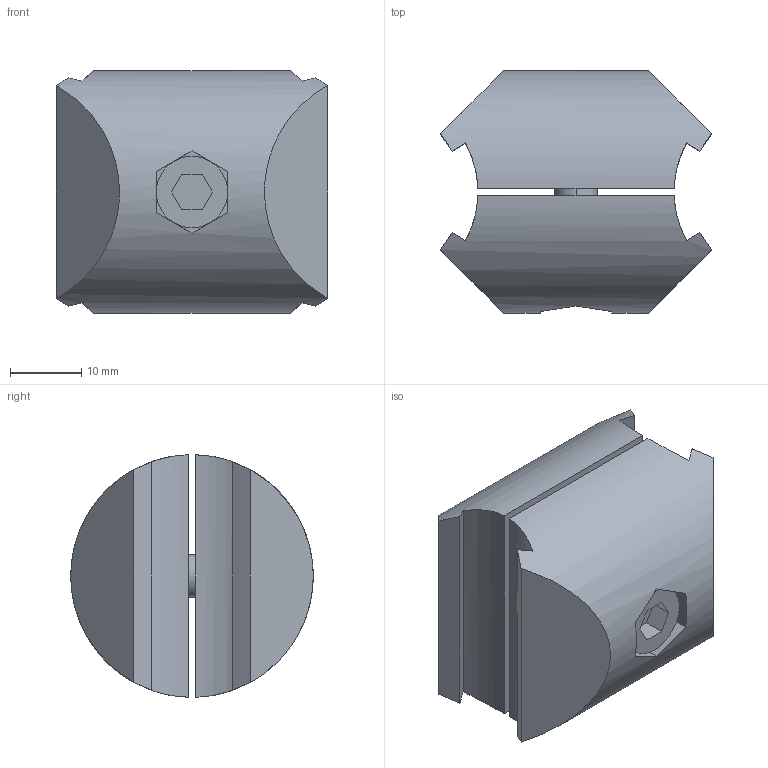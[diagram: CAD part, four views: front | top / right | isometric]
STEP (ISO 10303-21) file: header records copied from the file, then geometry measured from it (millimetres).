
FILE_DESCRIPTION (( 'STEP AP214' ), '1' );
FILE_NAME ('6951070', '2019-02-04T08:17:16', ( '' ), ('JUGARD+KÜNSTNER GmbH'), 'SwSTEP 2.0', 'SolidWorks 2017', '' );
FILE_SCHEMA (( 'AUTOMOTIVE_DESIGN' ));
Length unit declared in the file: millimetre
Products named in the file (6): Kopie von Volumenk_X2_00F6_X0_rper1_4^6951070; Kopie von Volumenk_X2_00F6_X0_rper1_3^6951070; Kopie von Volumenk_X2_00F6_X0_rper1_7^6951070; 6951070_CNAJF00; Kopie von Volumenk_X2_00F6_X0_rper1_6^6951070; Kopie von Volumenk_X2_00F6_X0_rper1_5^6951070
Assembly tree (5 placements, depth 2):
  6951070_CNAJF00
    Kopie von Volumenk_X2_00F6_X0_rper1_3^6951070
    Kopie von Volumenk_X2_00F6_X0_rper1_4^6951070
    Kopie von Volumenk_X2_00F6_X0_rper1_5^6951070
    Kopie von Volumenk_X2_00F6_X0_rper1_6^6951070
    Kopie von Volumenk_X2_00F6_X0_rper1_7^6951070
Bounding box: 38.04 x 33.99 x 34 mm (x, y, z)
Volume: 26713.3 mm3; surface area: 8153 mm2
Topology: 5 solids, 5 shells, 84 faces, 204 edges, 134 vertices
Faces by surface type: plane 66, cylinder 18
Entity records: 3140 total; most frequent: CARTESIAN_POINT 612, ORIENTED_EDGE 408, DIRECTION 358, EDGE_CURVE 204, VERTEX_POINT 134, LINE 126, VECTOR 126, AXIS2_PLACEMENT_3D 116
